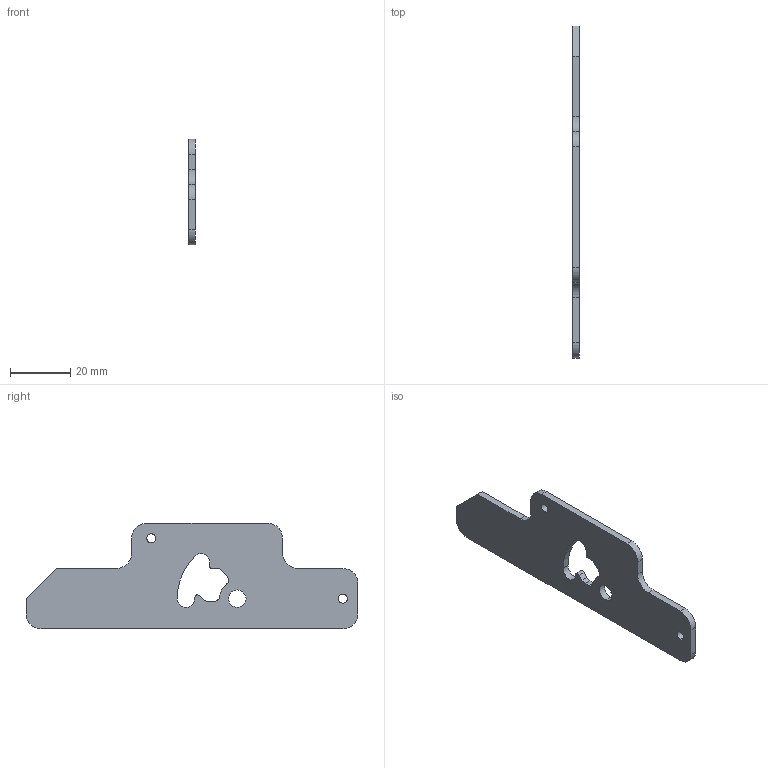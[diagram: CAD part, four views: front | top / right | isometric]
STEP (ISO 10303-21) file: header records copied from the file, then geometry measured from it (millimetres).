
FILE_DESCRIPTION( (''), '2;1');
FILE_NAME ('PC009.42396.TO_306_21210.stp','2025-08-08T12:47:22',(''),(''),'spGate 19.8.4 (****-****-****-****)','','');
FILE_SCHEMA (('AUTOMOTIVE_DESIGN'));
Length unit declared in the file: millimetre
Bounding box: 2.3 x 110 x 35 mm (x, y, z)
Volume: 6103.3 mm3; surface area: 6146.5 mm2
Topology: 1 solids, 1 shells, 38 faces, 111 edges, 75 vertices
Faces by surface type: cylinder 22, plane 16
Entity records: 2166 total; most frequent: CARTESIAN_POINT 230, DIRECTION 228, ORIENTED_EDGE 222, COLOUR_RGB 150, PRESENTATION_STYLE_ASSIGNMENT 150, STYLED_ITEM 150, EDGE_CURVE 111, DRAUGHTING_PRE_DEFINED_CURVE_FONT 111
